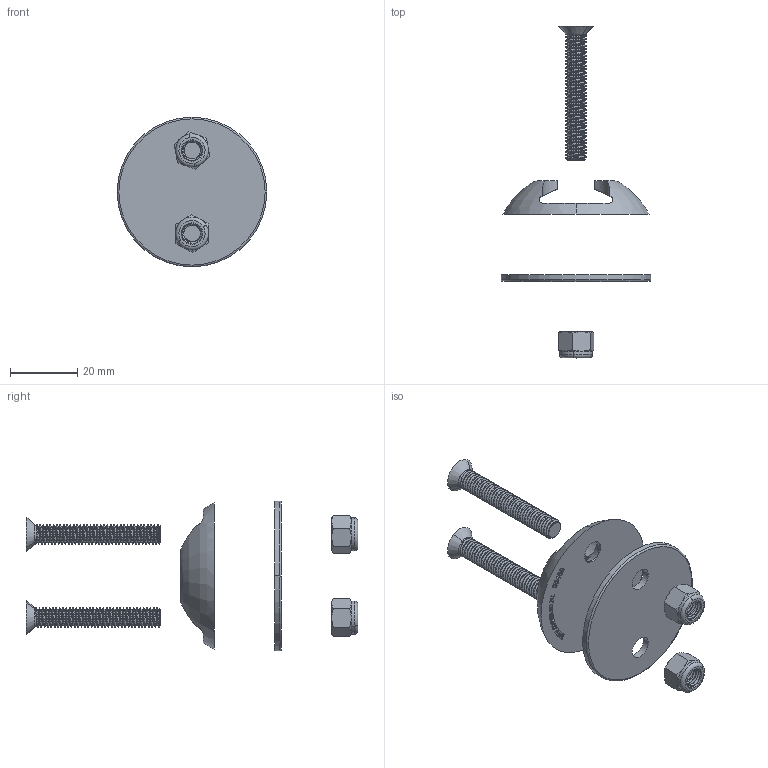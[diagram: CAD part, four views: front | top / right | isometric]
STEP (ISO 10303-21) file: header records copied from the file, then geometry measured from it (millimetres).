
FILE_DESCRIPTION (( 'STEP AP214' ), '1' );
FILE_NAME ('05489-Anchor Point Tie Down.STEP', '2020-01-28T20:10:05', ( '' ), ( '' ), 'SwSTEP 2.0', 'SolidWorks 2018', '' );
FILE_SCHEMA (( 'AUTOMOTIVE_DESIGN' ));
Length unit declared in the file: millimetre
Products named in the file (5): Main Body; M6 taper head screw; Backing plate; M6 Lock nut; 05489-Anchor Point Tie Down
Assembly tree (6 placements, depth 2):
  05489-Anchor Point Tie Down
    Main Body
    Backing plate
    M6 Lock nut  x2
    M6 taper head screw  x2
Bounding box: 44.5 x 98.71 x 44.5 mm (x, y, z)
Volume: 11948.3 mm3; surface area: 10961.9 mm2
Topology: 6 solids, 6 shells, 619 faces, 1693 edges, 1118 vertices
Faces by surface type: plane 220, cylinder 205, bspline 132, cone 54, torus 8
Entity records: 29733 total; most frequent: CARTESIAN_POINT 19172, ORIENTED_EDGE 2532, DIRECTION 1554, EDGE_CURVE 1266, VERTEX_POINT 838, VECTOR 684, LINE 684, EDGE_LOOP 506
